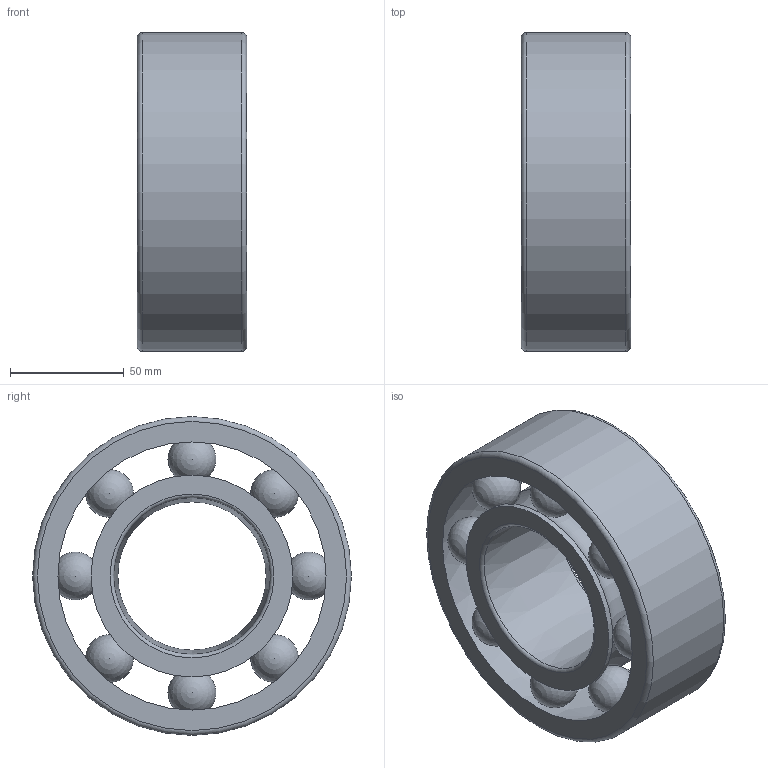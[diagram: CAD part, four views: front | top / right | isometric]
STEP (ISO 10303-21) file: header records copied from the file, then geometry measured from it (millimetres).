
FILE_DESCRIPTION(/* description */ ('STEP AP214'),/* implementation_level */ '2;1');
FILE_NAME(/* name */ '2313SK',/* time_stamp */ '2024-10-09T15:36:28+02:00',/* author */ ('License CC BY-ND 4.0'),/* organization */ ('CADENAS'),/* preprocessor_version */ 'ST-DEVELOPER v19.3',/* originating_system */ 'PARTsolutions',/* authorisation */ ' ');
FILE_SCHEMA (('AUTOMOTIVE_DESIGN {1 0 10303 214 3 1 1}'));
Length unit declared in the file: millimetre
Products named in the file (4): 2313SK; 2313SK Inner ring; 2313SK Outer ring; 2313SK Ball
Assembly tree (18 placements, depth 2):
  2313SK
    2313SK Inner ring
    2313SK Outer ring
    2313SK Ball  x16
Bounding box: 48 x 140 x 140 mm (x, y, z)
Volume: 341369.9 mm3; surface area: 100079.7 mm2
Topology: 18 solids, 18 shells, 32 faces, 76 edges, 48 vertices
Faces by surface type: sphere 17, torus 6, plane 4, cylinder 4, cone 1
Full cylindrical faces by diameter (mm): 88.7 x3, 140 x1
Entity records: 567 total; most frequent: DIRECTION 104, CARTESIAN_POINT 69, AXIS2_PLACEMENT_3D 52, FACE_BOUND 33, ORIENTED_EDGE 32, EDGE_LOOP 32, PRODUCT_DEFINITION_SHAPE 22, CONTEXT_DEPENDENT_SHAPE_REPRESENTATION 18
